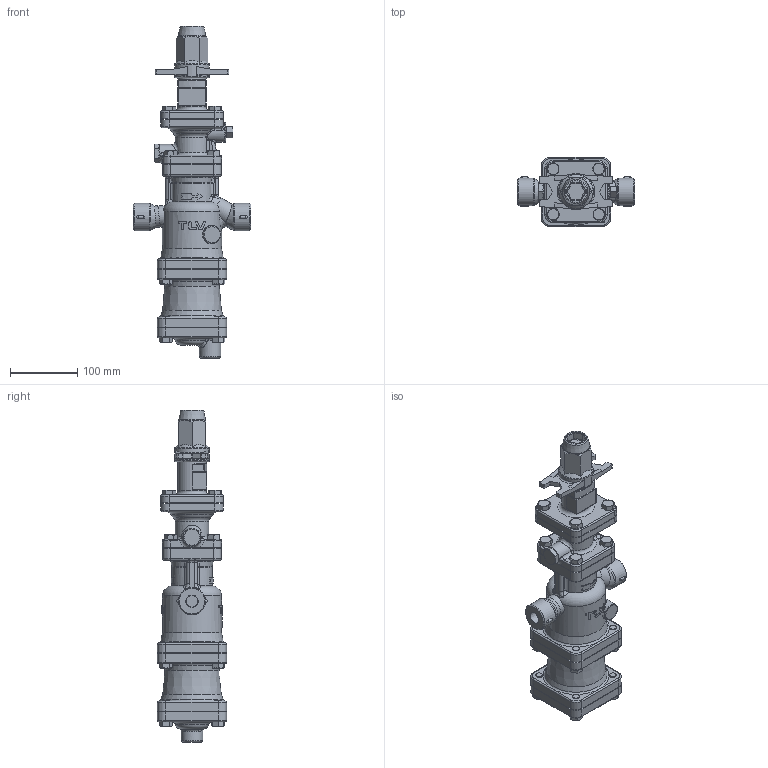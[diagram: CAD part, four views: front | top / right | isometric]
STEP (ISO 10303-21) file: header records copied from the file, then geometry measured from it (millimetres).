
FILE_DESCRIPTION(/* description */ (''),/* implementation_level */ '2;1');
FILE_NAME(/* name */ 'cos3x-015-screw-00.stp',/* time_stamp */ '2017-12-27T10:07:35+09:00',/* author */ ('nakaot'),/* organization */ ('株式会社テイエルブイ'),/* preprocessor_version */ 'ST-DEVELOPER v15.6',/* originating_system */ 'Autodesk Inventor 2015',/* authorisation */ '');
FILE_SCHEMA (('CONFIG_CONTROL_DESIGN'));
Length unit declared in the file: millimetre
Products named in the file (1): cos3x-015-screw-00
Bounding box: 175 x 103 x 495 mm (x, y, z)
Volume: 2534515.3 mm3; surface area: 246033.5 mm2
Topology: 1 solids, 1 shells, 810 faces, 1947 edges, 1179 vertices
Faces by surface type: plane 311, cylinder 219, bspline 113, torus 87, cone 52, sphere 28
Full cylindrical faces by diameter (mm): 10 x28, 12 x16, 17.475 x3, 26 x1, 32 x2, 41 x2, 42 x1, 52 x1, 60 x1, 70 x1, 80 x1, 88 x1, 90 x1
Entity records: 35407 total; most frequent: CARTESIAN_POINT 18224, ORIENTED_EDGE 3542, DIRECTION 3375, EDGE_CURVE 1771, AXIS2_PLACEMENT_3D 1348, VERTEX_POINT 1149, EDGE_LOOP 1026, FACE_OUTER_BOUND 809
